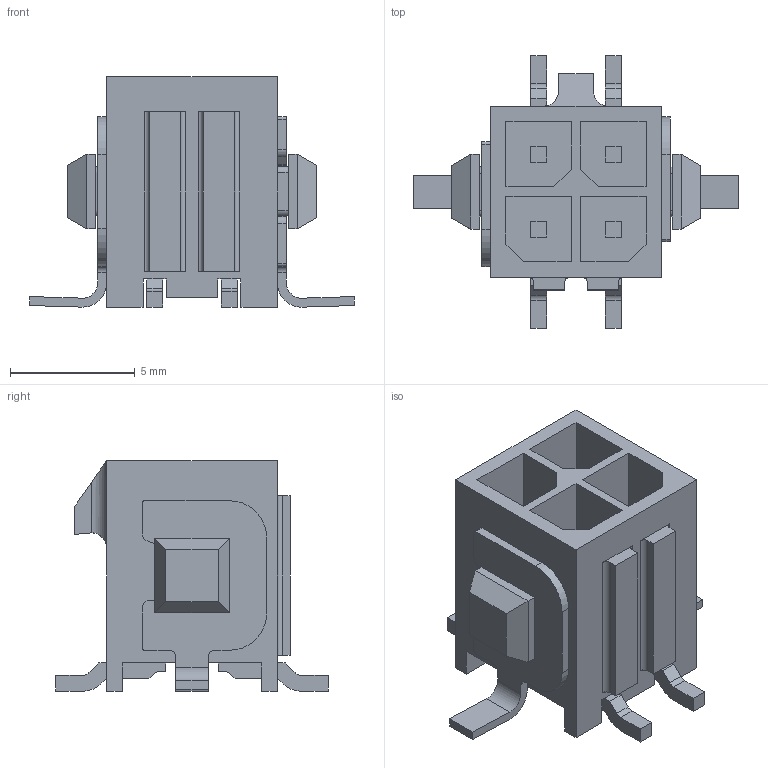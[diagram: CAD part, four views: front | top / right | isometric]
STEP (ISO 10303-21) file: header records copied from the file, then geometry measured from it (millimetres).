
FILE_DESCRIPTION((''),'2;1');
FILE_NAME('C-3-794637-4','2017-05-03T',('workeradm'),('Tyco Electronics Ltd.'),'CREO PARAMETRIC BY PTC INC, 2016050','CREO PARAMETRIC BY PTC INC, 2016050','');
FILE_SCHEMA(('AUTOMOTIVE_DESIGN { 1 0 10303 214 1 1 1 1 }'));
Length unit declared in the file: millimetre
Products named in the file (1): C-3-794637-4
Bounding box: 13.04 x 10.94 x 9.24 mm (x, y, z)
Volume: 286.5 mm3; surface area: 780.7 mm2
Topology: 1 solids, 1 shells, 248 faces, 676 edges, 442 vertices
Faces by surface type: plane 193, cylinder 55
Entity records: 7950 total; most frequent: CARTESIAN_POINT 1412, ORIENTED_EDGE 1352, DIRECTION 1274, EDGE_CURVE 676, VECTOR 566, LINE 566, VERTEX_POINT 442, AXIS2_PLACEMENT_3D 354
